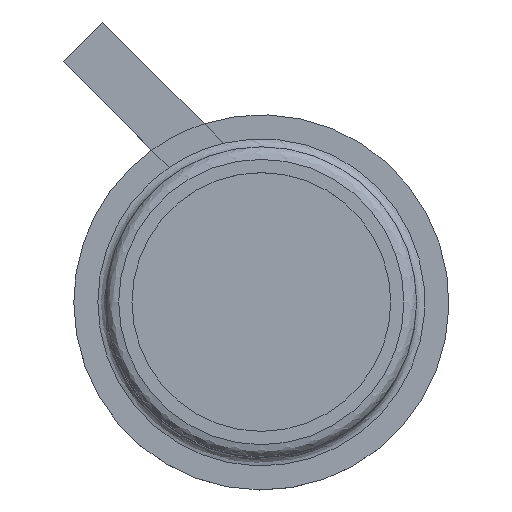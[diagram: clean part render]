
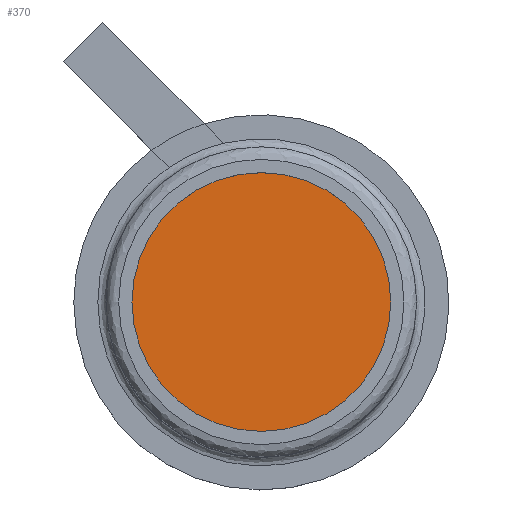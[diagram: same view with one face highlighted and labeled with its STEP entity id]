
A CAD part, top view. The second image highlights one B-rep face of the part: STEP entity #370.
In plain terms, the highlighted planar face has unit normal (0, 0, 1).
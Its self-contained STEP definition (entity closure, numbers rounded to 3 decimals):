
#62=DIRECTION('',(0.,0.,1.));
#354=VERTEX_POINT('',#355);
#355=CARTESIAN_POINT('',(-0.73,0.,8.7));
#361=ORIENTED_EDGE('',*,*,#362,.F.);
#362=EDGE_CURVE('',#354,#354,#363,.T.);
#363=CIRCLE('',#364,2.);
#364=AXIS2_PLACEMENT_3D('',#365,#62,#366);
#365=CARTESIAN_POINT('',(1.27,0.,8.7));
#366=DIRECTION('',(-1.,0.,0.));
#370=ADVANCED_FACE('',(#371),#373,.T.);
#371=FACE_BOUND('',#372,.F.);
#372=EDGE_LOOP('',(#361));
#373=PLANE('',#364);
